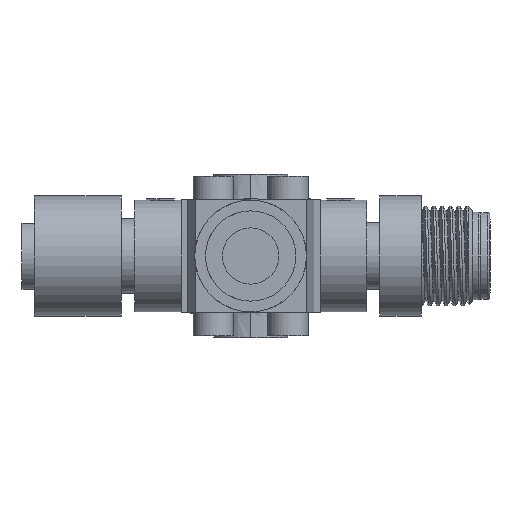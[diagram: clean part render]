
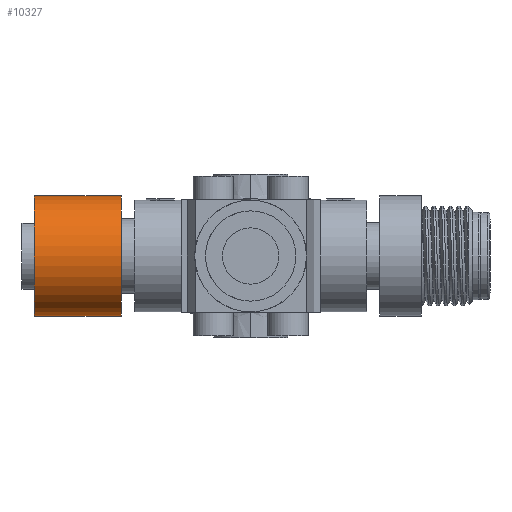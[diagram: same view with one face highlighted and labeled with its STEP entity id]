
A CAD part, front view. The second image highlights one B-rep face of the part: STEP entity #10327.
In plain terms, the highlighted cylindrical face has radius 7.25 mm (diameter 14.5 mm), a partial arc.
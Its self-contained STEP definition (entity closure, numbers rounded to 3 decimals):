
#215 = VERTEX_POINT ( 'NONE', #7071 ) ;
#567 = AXIS2_PLACEMENT_3D ( 'NONE', #13285, #13193, #13034 ) ;
#767 = CARTESIAN_POINT ( 'NONE',  ( -23., 11.54, -7.25 ) ) ;
#2019 = ORIENTED_EDGE ( 'NONE', *, *, #17361, .T. ) ;
#2805 = ORIENTED_EDGE ( 'NONE', *, *, #17537, .F. ) ;
#3811 = VERTEX_POINT ( 'NONE', #8544 ) ;
#4345 = AXIS2_PLACEMENT_3D ( 'NONE', #6190, #6539, #6272 ) ;
#5285 = VERTEX_POINT ( 'NONE', #21058 ) ;
#6190 = CARTESIAN_POINT ( 'NONE',  ( -23., 11.54, 0. ) ) ;
#6272 = DIRECTION ( 'NONE',  ( 0., 0., -1. ) ) ;
#6539 = DIRECTION ( 'NONE',  ( 1., 0., 0. ) ) ;
#6581 = DIRECTION ( 'NONE',  ( 1., 0., 0. ) ) ;
#6708 = ORIENTED_EDGE ( 'NONE', *, *, #7958, .T. ) ;
#6721 = DIRECTION ( 'NONE',  ( 1., 0., 0. ) ) ;
#7071 = CARTESIAN_POINT ( 'NONE',  ( -15.6, 11.54, 7.25 ) ) ;
#7147 = CIRCLE ( 'NONE', #567, 7.25 ) ;
#7958 = EDGE_CURVE ( 'NONE', #5285, #3811, #7147, .T. ) ;
#8160 = VECTOR ( 'NONE', #6581, 1000. ) ;
#8544 = CARTESIAN_POINT ( 'NONE',  ( -26.1, 11.54, -7.25 ) ) ;
#8983 = VERTEX_POINT ( 'NONE', #12483 ) ;
#9574 = VECTOR ( 'NONE', #6721, 1000. ) ;
#9874 = ORIENTED_EDGE ( 'NONE', *, *, #23948, .T. ) ;
#10327 = ADVANCED_FACE ( 'NONE', ( #24521 ), #18497, .T. ) ;
#12479 = CARTESIAN_POINT ( 'NONE',  ( -23., 11.54, 7.25 ) ) ;
#12483 = CARTESIAN_POINT ( 'NONE',  ( -15.6, 11.54, -7.25 ) ) ;
#13034 = DIRECTION ( 'NONE',  ( 0., 0., -1. ) ) ;
#13193 = DIRECTION ( 'NONE',  ( 1., 0., 0. ) ) ;
#13285 = CARTESIAN_POINT ( 'NONE',  ( -26.1, 11.54, 0. ) ) ;
#13380 = CARTESIAN_POINT ( 'NONE',  ( -15.6, 11.54, 0. ) ) ;
#14959 = DIRECTION ( 'NONE',  ( -1., 0., 0. ) ) ;
#17361 = EDGE_CURVE ( 'NONE', #8983, #215, #23370, .T. ) ;
#17537 = EDGE_CURVE ( 'NONE', #5285, #215, #20171, .T. ) ;
#18497 = CYLINDRICAL_SURFACE ( 'NONE', #4345, 7.25 ) ;
#18694 = LINE ( 'NONE', #767, #8160 ) ;
#19430 = AXIS2_PLACEMENT_3D ( 'NONE', #13380, #14959, #23646 ) ;
#20171 = LINE ( 'NONE', #12479, #9574 ) ;
#21058 = CARTESIAN_POINT ( 'NONE',  ( -26.1, 11.54, 7.25 ) ) ;
#21743 = EDGE_LOOP ( 'NONE', ( #2805, #6708, #9874, #2019 ) ) ;
#23370 = CIRCLE ( 'NONE', #19430, 7.25 ) ;
#23646 = DIRECTION ( 'NONE',  ( 0., 0., -1. ) ) ;
#23948 = EDGE_CURVE ( 'NONE', #3811, #8983, #18694, .T. ) ;
#24521 = FACE_OUTER_BOUND ( 'NONE', #21743, .T. ) ;
